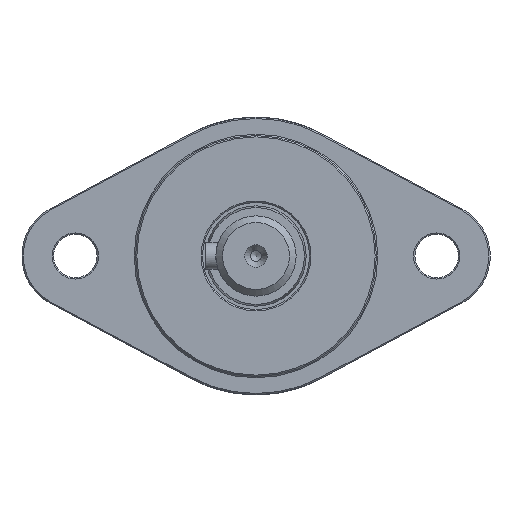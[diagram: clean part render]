
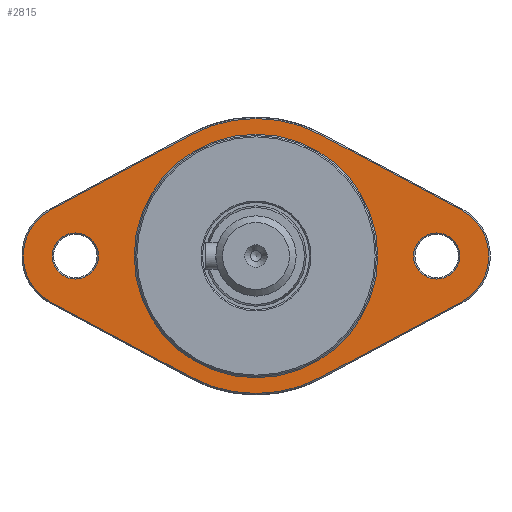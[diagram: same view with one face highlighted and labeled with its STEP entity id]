
A CAD part, left-side view. The second image highlights one B-rep face of the part: STEP entity #2815.
In plain terms, the highlighted planar face has unit normal (-1, 0, 0).
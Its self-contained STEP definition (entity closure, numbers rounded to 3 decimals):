
#2564=CARTESIAN_POINT('',(34.5,-9.704,18.114));
#2565=VERTEX_POINT('',#2564);
#2572=CARTESIAN_POINT('',(34.5,-30.683,6.876));
#2573=VERTEX_POINT('',#2572);
#2574=CARTESIAN_POINT('',(34.5,-9.704,18.114));
#2575=DIRECTION('',(0.,-0.881,-0.472));
#2576=VECTOR('',#2575,23.8);
#2577=LINE('',#2574,#2576);
#2578=EDGE_CURVE('',#2565,#2573,#2577,.T.);
#2595=CARTESIAN_POINT('',(34.5,9.704,18.114));
#2596=VERTEX_POINT('',#2595);
#2603=CARTESIAN_POINT('',(34.5,0.,0.0));
#2604=DIRECTION('',(1.0,0.0,0.0));
#2605=DIRECTION('',(0.0,1.0,0.0));
#2606=AXIS2_PLACEMENT_3D('',#2603,#2604,#2605);
#2607=CIRCLE('',#2606,20.55);
#2608=EDGE_CURVE('',#2596,#2565,#2607,.T.);
#2626=CARTESIAN_POINT('',(34.5,30.683,6.876));
#2627=VERTEX_POINT('',#2626);
#2634=CARTESIAN_POINT('',(34.5,30.683,6.876));
#2635=DIRECTION('',(0.,-0.881,0.472));
#2636=VECTOR('',#2635,23.8);
#2637=LINE('',#2634,#2636);
#2638=EDGE_CURVE('',#2627,#2596,#2637,.T.);
#2650=CARTESIAN_POINT('',(34.5,30.683,-6.876));
#2651=VERTEX_POINT('',#2650);
#2658=CARTESIAN_POINT('',(34.5,27.,0.0));
#2659=DIRECTION('',(1.0,0.,0.));
#2660=DIRECTION('',(0.,0.472,0.881));
#2661=AXIS2_PLACEMENT_3D('',#2658,#2659,#2660);
#2662=CIRCLE('',#2661,7.8);
#2663=EDGE_CURVE('',#2651,#2627,#2662,.T.);
#2675=CARTESIAN_POINT('',(34.5,9.704,-18.114));
#2676=VERTEX_POINT('',#2675);
#2683=CARTESIAN_POINT('',(34.5,9.704,-18.114));
#2684=DIRECTION('',(0.0,0.881,0.472));
#2685=VECTOR('',#2684,23.8);
#2686=LINE('',#2683,#2685);
#2687=EDGE_CURVE('',#2676,#2651,#2686,.T.);
#2699=CARTESIAN_POINT('',(34.5,-9.704,-18.114));
#2700=VERTEX_POINT('',#2699);
#2707=CARTESIAN_POINT('',(34.5,0.,0.0));
#2708=DIRECTION('',(1.0,0.0,0.0));
#2709=DIRECTION('',(0.0,1.0,0.0));
#2710=AXIS2_PLACEMENT_3D('',#2707,#2708,#2709);
#2711=CIRCLE('',#2710,20.55);
#2712=EDGE_CURVE('',#2700,#2676,#2711,.T.);
#2730=CARTESIAN_POINT('',(34.5,-30.683,-6.876));
#2731=VERTEX_POINT('',#2730);
#2738=CARTESIAN_POINT('',(34.5,-30.683,-6.876));
#2739=DIRECTION('',(0.,0.881,-0.472));
#2740=VECTOR('',#2739,23.8);
#2741=LINE('',#2738,#2740);
#2742=EDGE_CURVE('',#2731,#2700,#2741,.T.);
#2755=CARTESIAN_POINT('',(34.5,-27.,0.0));
#2756=DIRECTION('',(1.0,0.,0.));
#2757=DIRECTION('',(0.,-0.472,-0.881));
#2758=AXIS2_PLACEMENT_3D('',#2755,#2756,#2757);
#2759=CIRCLE('',#2758,7.8);
#2760=EDGE_CURVE('',#2573,#2731,#2759,.T.);
#2767=CARTESIAN_POINT('',(34.5,26.5,0.0));
#2768=DIRECTION('',(-1.0,0.0,0.0));
#2769=DIRECTION('',(0.0,0.0,1.0));
#2770=AXIS2_PLACEMENT_3D('',#2767,#2768,#2769);
#2771=PLANE('',#2770);
#2772=ORIENTED_EDGE('',*,*,#2578,.F.);
#2773=ORIENTED_EDGE('',*,*,#2608,.F.);
#2774=ORIENTED_EDGE('',*,*,#2638,.F.);
#2775=ORIENTED_EDGE('',*,*,#2663,.F.);
#2776=ORIENTED_EDGE('',*,*,#2687,.F.);
#2777=ORIENTED_EDGE('',*,*,#2712,.F.);
#2778=ORIENTED_EDGE('',*,*,#2742,.F.);
#2779=ORIENTED_EDGE('',*,*,#2760,.F.);
#2780=EDGE_LOOP('',(#2772,#2773,#2774,#2775,#2776,#2777,#2778,#2779));
#2781=FACE_OUTER_BOUND('',#2780,.T.);
#2782=CARTESIAN_POINT('',(34.5,-27.,3.45));
#2783=VERTEX_POINT('',#2782);
#2784=CARTESIAN_POINT('',(34.5,-27.,0.0));
#2785=DIRECTION('',(-1.0,0.0,0.0));
#2786=DIRECTION('',(0.0,0.0,-1.0));
#2787=AXIS2_PLACEMENT_3D('',#2784,#2785,#2786);
#2788=CIRCLE('',#2787,3.45);
#2789=EDGE_CURVE('',#2783,#2783,#2788,.T.);
#2790=ORIENTED_EDGE('',*,*,#2789,.F.);
#2791=EDGE_LOOP('',(#2790));
#2792=FACE_BOUND('',#2791,.T.);
#2793=CARTESIAN_POINT('',(34.5,18.2,0.));
#2794=VERTEX_POINT('',#2793);
#2795=CARTESIAN_POINT('',(34.5,0.,0.0));
#2796=DIRECTION('',(-1.0,0.0,0.0));
#2797=DIRECTION('',(0.0,-1.0,0.0));
#2798=AXIS2_PLACEMENT_3D('',#2795,#2796,#2797);
#2799=CIRCLE('',#2798,18.2);
#2800=EDGE_CURVE('',#2794,#2794,#2799,.T.);
#2801=ORIENTED_EDGE('',*,*,#2800,.F.);
#2802=EDGE_LOOP('',(#2801));
#2803=FACE_BOUND('',#2802,.T.);
#2804=CARTESIAN_POINT('',(34.5,27.,3.45));
#2805=VERTEX_POINT('',#2804);
#2806=CARTESIAN_POINT('',(34.5,27.,0.0));
#2807=DIRECTION('',(-1.0,0.0,0.0));
#2808=DIRECTION('',(0.0,0.0,-1.0));
#2809=AXIS2_PLACEMENT_3D('',#2806,#2807,#2808);
#2810=CIRCLE('',#2809,3.45);
#2811=EDGE_CURVE('',#2805,#2805,#2810,.T.);
#2812=ORIENTED_EDGE('',*,*,#2811,.F.);
#2813=EDGE_LOOP('',(#2812));
#2814=FACE_BOUND('',#2813,.T.);
#2815=ADVANCED_FACE('',(#2781,#2792,#2803,#2814),#2771,.T.);
